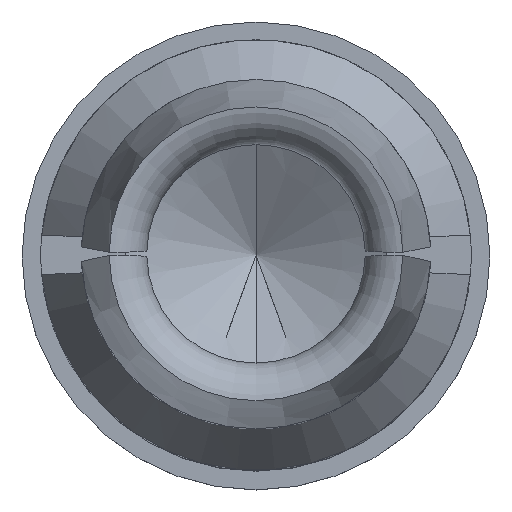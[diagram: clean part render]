
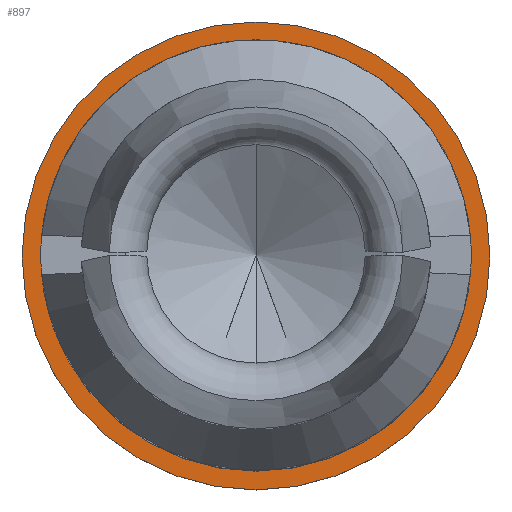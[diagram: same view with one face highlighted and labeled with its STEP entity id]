
A CAD part, top view. The second image highlights one B-rep face of the part: STEP entity #897.
In plain terms, the highlighted planar face has unit normal (0, 0, 1).
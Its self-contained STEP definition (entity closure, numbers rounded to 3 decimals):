
#15=CARTESIAN_POINT('',(0.,0.,-9.96));
#16=DIRECTION('',(0.,0.,-1.));
#17=DIRECTION('',(0.,-1.,0.));
#18=AXIS2_PLACEMENT_3D('',#15,#16,#17);
#24=CARTESIAN_POINT('',(0.,0.,-9.96));
#25=DIRECTION('',(0.,0.,-1.));
#26=DIRECTION('',(0.,1.,0.));
#27=AXIS2_PLACEMENT_3D('',#24,#25,#26);
#32=CARTESIAN_POINT('',(0.,0.,-9.96));
#33=DIRECTION('',(0.,0.,1.));
#34=DIRECTION('',(0.,-1.,0.));
#35=AXIS2_PLACEMENT_3D('',#32,#33,#34);
#40=CARTESIAN_POINT('',(0.,0.,-9.96));
#41=DIRECTION('',(0.,0.,1.));
#42=DIRECTION('',(0.,1.,0.));
#43=AXIS2_PLACEMENT_3D('',#40,#41,#42);
#786=CARTESIAN_POINT('',(0.,-1.875,-9.96));
#787=CARTESIAN_POINT('',(0.,1.875,-9.96));
#788=VERTEX_POINT('',#786);
#789=VERTEX_POINT('',#787);
#844=CARTESIAN_POINT('',(0.,-1.725,-9.96));
#845=CARTESIAN_POINT('',(0.,1.725,-9.96));
#846=VERTEX_POINT('',#844);
#847=VERTEX_POINT('',#845);
#880=CARTESIAN_POINT('',(0.,1.738,-9.96));
#881=DIRECTION('',(0.,0.,1.));
#882=DIRECTION('',(1.,0.,0.));
#883=AXIS2_PLACEMENT_3D('',#880,#881,#882);
#884=PLANE('',#883);
#886=ORIENTED_EDGE('',*,*,#885,.T.);
#888=ORIENTED_EDGE('',*,*,#887,.T.);
#889=EDGE_LOOP('',(#886,#888));
#890=FACE_OUTER_BOUND('',#889,.F.);
#892=ORIENTED_EDGE('',*,*,#891,.T.);
#894=ORIENTED_EDGE('',*,*,#893,.T.);
#895=EDGE_LOOP('',(#892,#894));
#896=FACE_BOUND('',#895,.F.);
#19=CIRCLE('',#18,1.875);
#28=CIRCLE('',#27,1.875);
#36=CIRCLE('',#35,1.725);
#44=CIRCLE('',#43,1.725);
#885=EDGE_CURVE('',#788,#789,#19,.T.);
#887=EDGE_CURVE('',#789,#788,#28,.T.);
#891=EDGE_CURVE('',#846,#847,#36,.T.);
#893=EDGE_CURVE('',#847,#846,#44,.T.);
#897=ADVANCED_FACE('',(#890,#896),#884,.T.);
